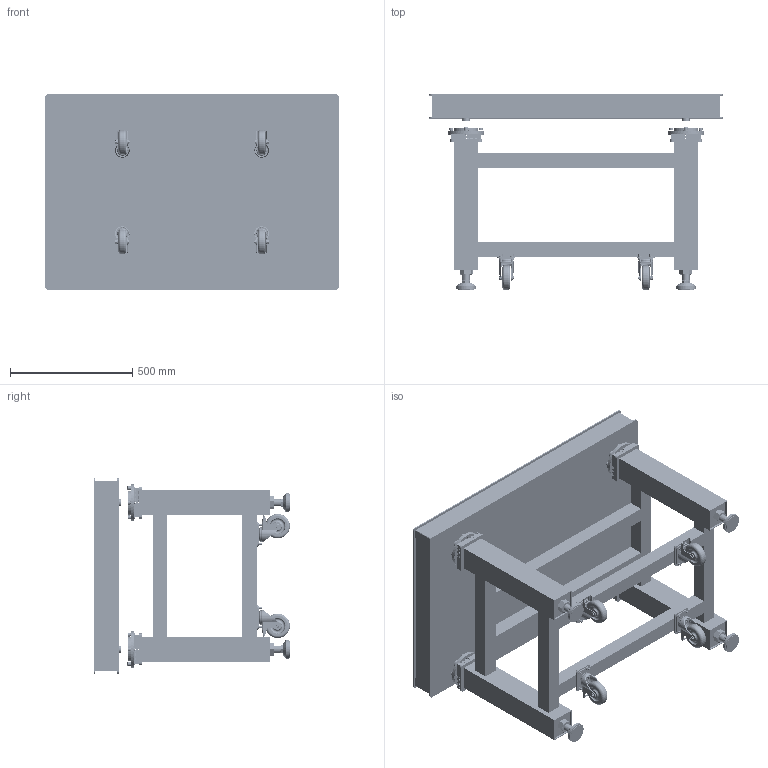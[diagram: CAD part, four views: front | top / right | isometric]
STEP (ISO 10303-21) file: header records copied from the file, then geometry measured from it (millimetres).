
FILE_DESCRIPTION (( 'STEP AP203' ), '1' );
FILE_NAME ('DRPxx-xx 阻尼隔振平台（台面100mm厚）.STEP', '2019-05-09T06:35:06', ( 'User' ), ( 'User' ), 'SwSTEP 2.0', 'SolidWorks 2016', '' );
FILE_SCHEMA (( 'CONFIG_CONTROL_DESIGN' ));
Products named in the file (1): DRPxx-xx 阻尼隔振平台（台面100mm厚）
Bounding box: 1200 x 801 x 800 mm (x, y, z)
Surface area: 8047733.7 mm2 (no closed solid volume)
Topology: 0 solids, 261 shells, 3984 faces, 13642 edges, 9818 vertices
Faces by surface type: cylinder 3060, plane 712, torus 108, cone 92, bspline 12
Entity records: 161883 total; most frequent: CARTESIAN_POINT 32983, DIRECTION 28814, ORIENTED_EDGE 23580, EDGE_CURVE 13642, AXIS2_PLACEMENT_3D 11725, VERTEX_POINT 9818, CIRCLE 7752, EDGE_LOOP 7059
